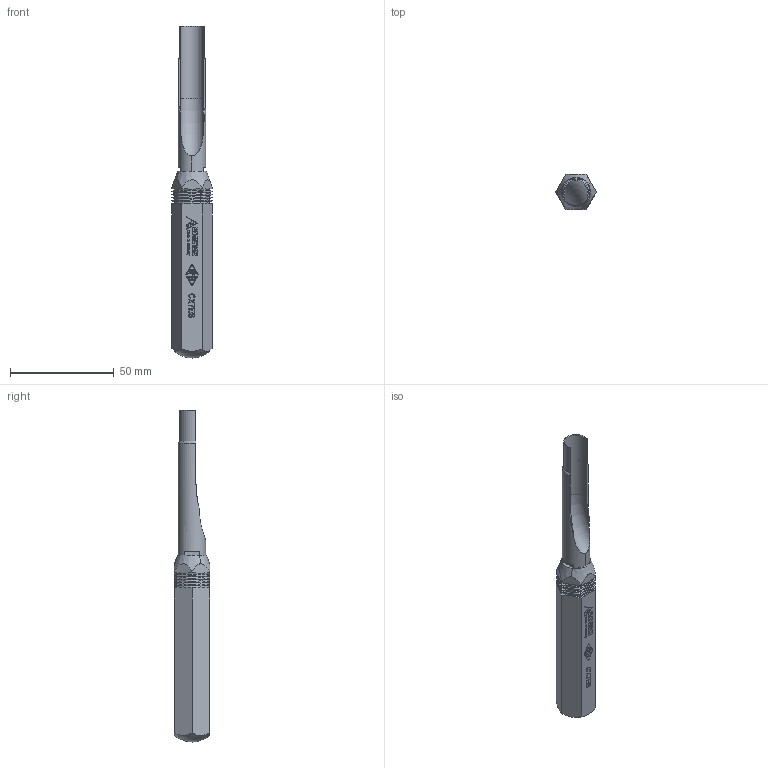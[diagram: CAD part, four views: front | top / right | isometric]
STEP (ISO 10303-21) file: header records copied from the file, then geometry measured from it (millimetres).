
FILE_DESCRIPTION(('Creo Elements/Direct Modeling STEP Export'),'2;1');
FILE_NAME('0ln7uvk5bnktskm3920','2021-07-15T 9:55:37',(''),(''),'Creo Elements/Direct Modeling STEP processor for AP214 (Solid Model)','Creo Elements/Direct Modeling 20.1B 02-Apr-2019 (C) Parametric Technology GmbH','');
FILE_SCHEMA(('AUTOMOTIVE_DESIGN { 1 0 10303 214 1 1 1 1 }'));
Length unit declared in the file: millimetre
Products named in the file (2): CX7ES
Assembly tree (1 placements, depth 2):
  CX7ES
    CX7ES
Bounding box: 19.63 x 17 x 160 mm (x, y, z)
Volume: 25130.7 mm3; surface area: 8716.8 mm2
Topology: 1 solids, 1 shells, 170 faces, 1190 edges, 1063 vertices
Faces by surface type: plane 88, cone 63, torus 11, cylinder 6, sphere 2
Entity records: 19509 total; most frequent: CARTESIAN_POINT 9445, ORIENTED_EDGE 2376, EDGE_CURVE 1188, DIRECTION 1110, VERTEX_POINT 1063, VECTOR 806, LINE 806, EDGE_LOOP 213
